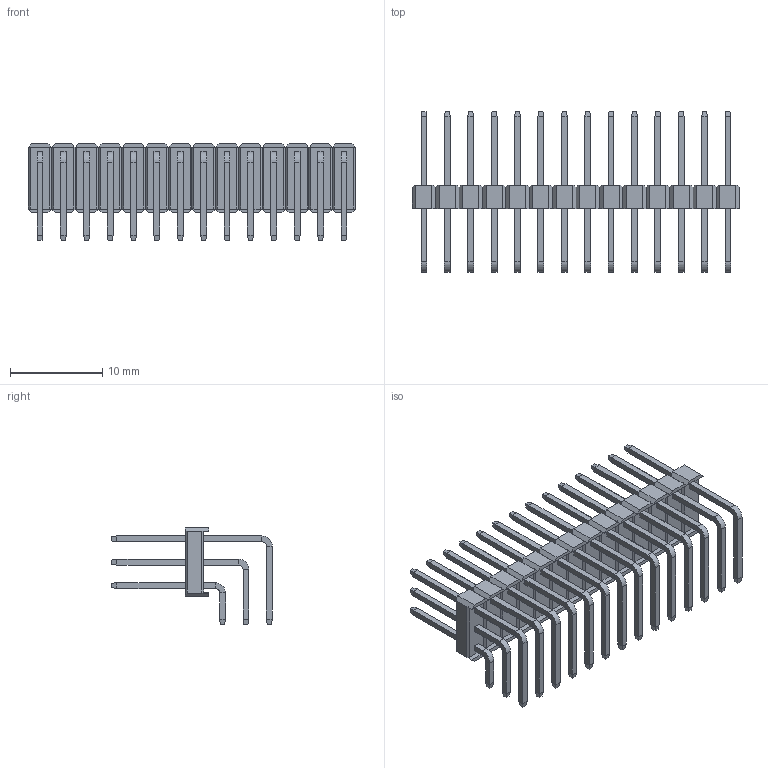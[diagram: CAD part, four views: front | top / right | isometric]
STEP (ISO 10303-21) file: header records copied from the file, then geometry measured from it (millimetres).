
FILE_DESCRIPTION(/* description */ ('STEP AP214'),/* implementation_level */ '2;1');
FILE_NAME(/* name */ '3x14 Male Pin Header Angle.step',/* time_stamp */ '2025-01-16T17:08:41+09:00',/* author */ (''),/* organization */ (''),/* preprocessor_version */ 'ST-DEVELOPER v20',/* originating_system */ 'Autodesk Translation Framework v13.14.0.145',/* authorisation */ '');
FILE_SCHEMA (('AUTOMOTIVE_DESIGN { 1 0 10303 214 3 1 1 }'));
Length unit declared in the file: millimetre
Products named in the file (1): 3x7 Male Pin Header Angle
Bounding box: 35.56 x 17.44 x 10.5 mm (x, y, z)
Volume: 851 mm3; surface area: 3277.8 mm2
Topology: 44 solids, 44 shells, 1388 faces, 3192 edges, 1892 vertices
Faces by surface type: plane 1304, cylinder 84
Entity records: 37752 total; most frequent: CARTESIAN_POINT 6473, ORIENTED_EDGE 6384, DIRECTION 6138, EDGE_CURVE 3192, LINE 3024, VECTOR 3024, VERTEX_POINT 1892, AXIS2_PLACEMENT_3D 1557
